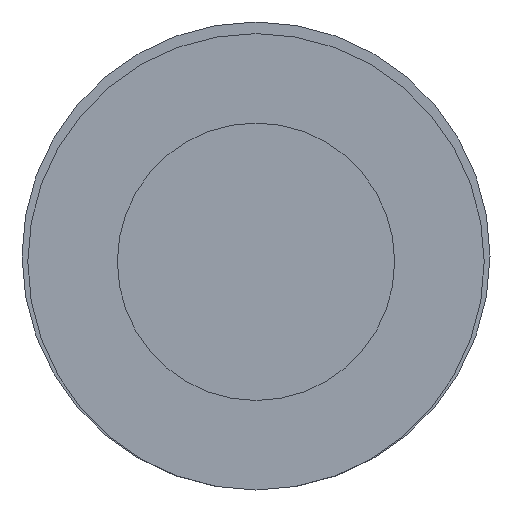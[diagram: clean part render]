
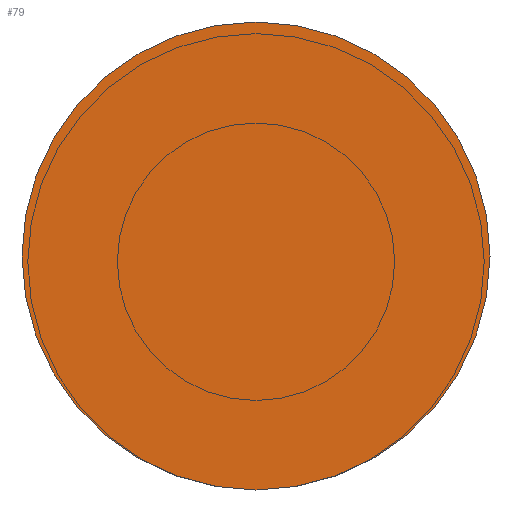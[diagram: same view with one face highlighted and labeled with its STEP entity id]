
A CAD part, front view. The second image highlights one B-rep face of the part: STEP entity #79.
In plain terms, the highlighted planar face has unit normal (0, -1, 0).
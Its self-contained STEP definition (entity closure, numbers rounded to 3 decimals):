
#79 = ADVANCED_FACE( '', ( #134 ), #135, .T. );
#134 = FACE_OUTER_BOUND( '', #174, .T. );
#135 = PLANE( '', #175 );
#174 = EDGE_LOOP( '', ( #208 ) );
#175 = AXIS2_PLACEMENT_3D( '', #209, #210, #211 );
#208 = ORIENTED_EDGE( '', *, *, #239, .T. );
#209 = CARTESIAN_POINT( '', ( 0., -500.1, 0. ) );
#210 = DIRECTION( '', ( 0., -1., 0. ) );
#211 = DIRECTION( '', ( 0., 0., -1. ) );
#239 = EDGE_CURVE( '', #256, #256, #257, .T. );
#256 = VERTEX_POINT( '', #275 );
#257 = CIRCLE( '', #276, 4.05 );
#275 = CARTESIAN_POINT( '', ( 4.05, -500.1, 0. ) );
#276 = AXIS2_PLACEMENT_3D( '', #294, #295, #296 );
#294 = CARTESIAN_POINT( '', ( 0., -500.1, 0. ) );
#295 = DIRECTION( '', ( 0., -1., 0. ) );
#296 = DIRECTION( '', ( 1., 0., 0. ) );
